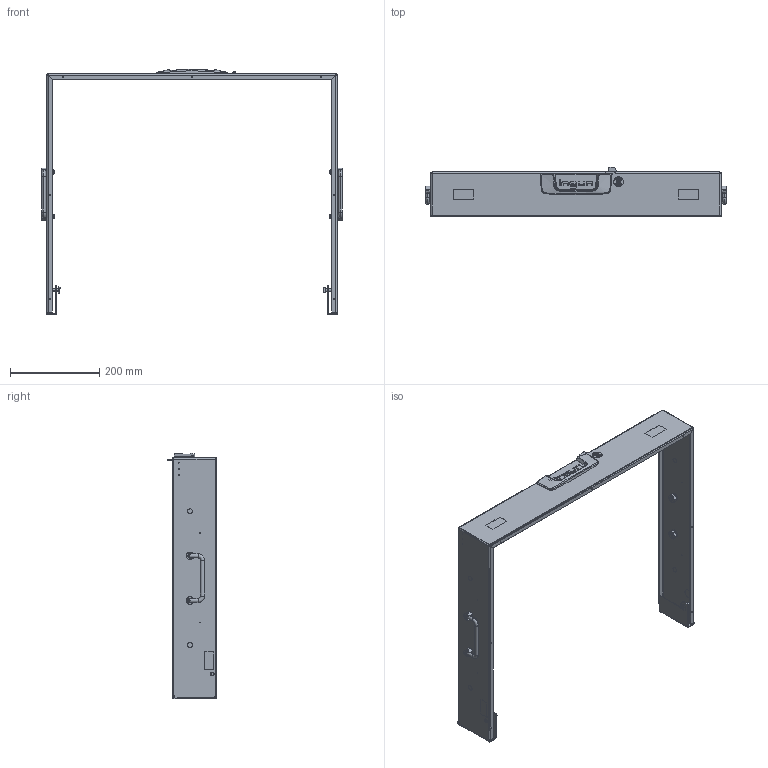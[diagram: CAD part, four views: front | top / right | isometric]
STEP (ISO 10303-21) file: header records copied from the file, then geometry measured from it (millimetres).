
FILE_DESCRIPTION (( 'STEP AP214' ), '1' );
FILE_NAME ('INGUN_113700.STEP', '2022-10-20T12:26:34', ( '' ), ( '' ), 'SwSTEP 2.0', 'SolidWorks 2021', '' );
FILE_SCHEMA (( 'AUTOMOTIVE_DESIGN' ));
Length unit declared in the file: millimetre
Products named in the file (18): DIN912~n_M04,0x012; 114196_003~0; 112026~0_Mitte<S>; DIN125~n_04,3 M04,0; 114196_001~0; 114196~0; 32171~0_S; DIN985-A2~n_M04,0; 114364~0_S; ISO7380~n_M03,0x005; 112992~2_S; 114196_004~0_S; 114196_002~0; 112024~0_S; INGUN_113700; 113701~0_S; 49317~0; 112025~2_S
Assembly tree (23 placements, depth 3):
  INGUN_113700
    113701~0_S
    32171~0_S
    112992~2_S  x2
    49317~0  x2
    114196~0  x2
      114196_001~0
      114196_002~0
      114196_003~0
      114196_004~0_S
    DIN912~n_M04,0x012
    112024~0_S
    112025~2_S
    DIN125~n_04,3 M04,0
    DIN985-A2~n_M04,0
    112026~0_Mitte<S>
    ISO7380~n_M03,0x005
    114364~0_S
Bounding box: 674 x 111 x 549.82 mm (x, y, z)
Volume: 492302.2 mm3; surface area: 486500 mm2
Topology: 29 solids, 29 shells, 1169 faces, 2985 edges, 1875 vertices
Faces by surface type: plane 486, cylinder 442, cone 102, bspline 95, torus 44
Entity records: 43192 total; most frequent: CARTESIAN_POINT 19064, ORIENTED_EDGE 4862, DIRECTION 4644, EDGE_CURVE 2431, AXIS2_PLACEMENT_3D 1656, VERTEX_POINT 1538, VECTOR 1332, LINE 1332
